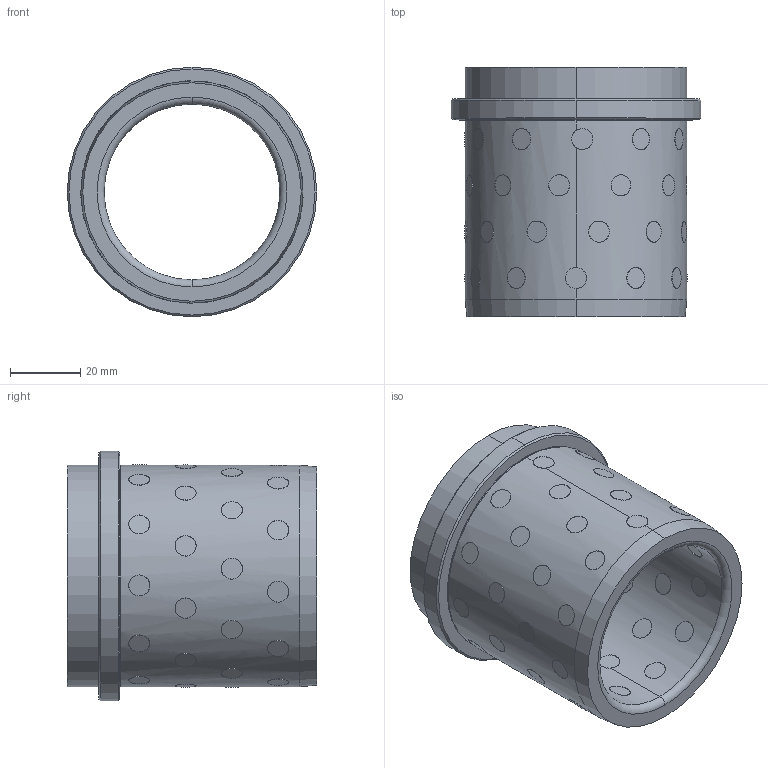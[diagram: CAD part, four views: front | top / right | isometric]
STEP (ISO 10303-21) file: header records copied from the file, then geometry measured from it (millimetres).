
FILE_DESCRIPTION (( 'STEP AP214' ), '1' );
FILE_NAME ('JNM-50.STEP', '2021-10-20T09:02:11', ( '' ), ( '' ), 'SwSTEP 2.0', 'SolidWorks 2016', '' );
FILE_SCHEMA (( 'AUTOMOTIVE_DESIGN' ));
Length unit declared in the file: millimetre
Products named in the file (49): JNM-50; ʯī-L6.5; JNM-D50-L71
Assembly tree (46 placements, depth 2):
  JNM-50
    JNM-D50-L71
  ʯī-L6.5
  ʯī-L6.5
  ʯī-L6.5
  ʯī-L6.5
Bounding box: 71 x 71 x 71 mm (x, y, z)
Volume: 85661.3 mm3; surface area: 39500.2 mm2
Topology: 45 solids, 45 shells, 292 faces, 603 edges, 398 vertices
Faces by surface type: cylinder 186, plane 92, cone 8, torus 6
Entity records: 10586 total; most frequent: CARTESIAN_POINT 6474, ORIENTED_EDGE 688, DIRECTION 542, EDGE_CURVE 344, VERTEX_POINT 224, AXIS2_PLACEMENT_3D 214, EDGE_LOOP 206, B_SPLINE_CURVE_WITH_KNOTS 189
